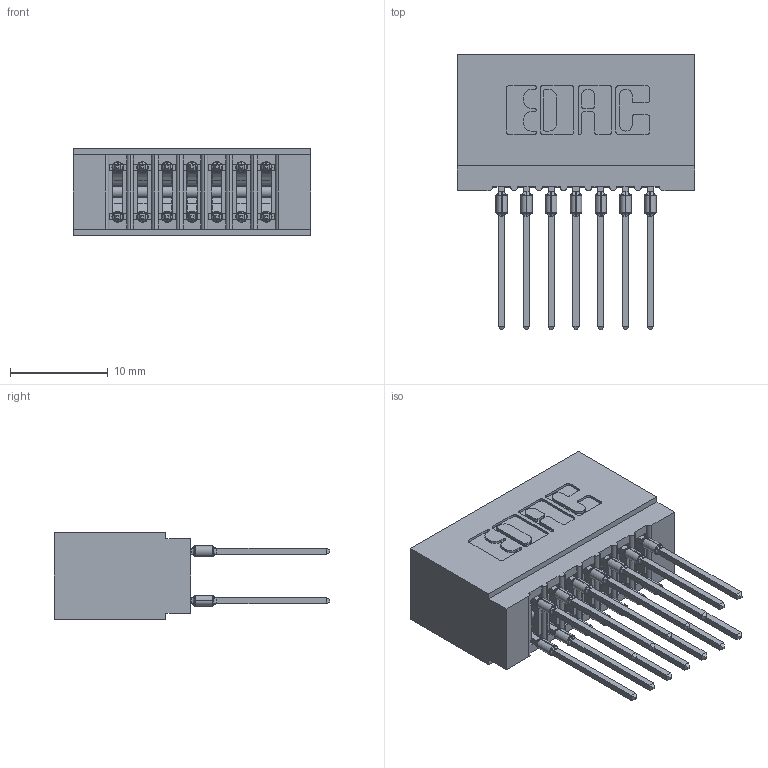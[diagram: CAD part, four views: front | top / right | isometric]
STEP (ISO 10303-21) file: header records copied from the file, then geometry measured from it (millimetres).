
FILE_DESCRIPTION (( 'STEP AP203' ), '1' );
FILE_NAME ('725-014-540-201.STEP', '2026-02-24T16:39:40', ( '' ), ( '' ), 'SwSTEP 2.0', 'SolidWorks 2023', '' );
FILE_SCHEMA (( 'CONFIG_CONTROL_DESIGN' ));
Length unit declared in the file: millimetre
Products named in the file (3): 745-292-001_540; 725 Part_Insulator Option - 01; 725-014-540-201
Assembly tree (15 placements, depth 2):
  725-014-540-201
    725 Part_Insulator Option - 01
    745-292-001_540  x14
Bounding box: 24.38 x 28.21 x 8.89 mm (x, y, z)
Volume: 2151.4 mm3; surface area: 3958.1 mm2
Topology: 15 solids, 15 shells, 1348 faces, 3621 edges, 2282 vertices
Faces by surface type: plane 699, cylinder 285, bspline 280, torus 84
Entity records: 16527 total; most frequent: CARTESIAN_POINT 3379, ORIENTED_EDGE 2744, DIRECTION 2430, EDGE_CURVE 1372, VECTOR 1148, LINE 1148, VERTEX_POINT 878, AXIS2_PLACEMENT_3D 641
